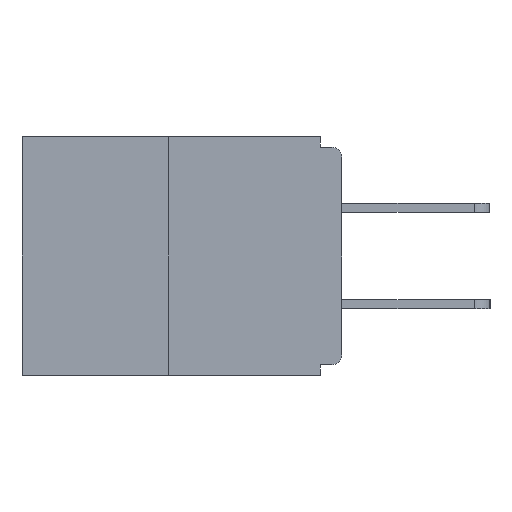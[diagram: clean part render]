
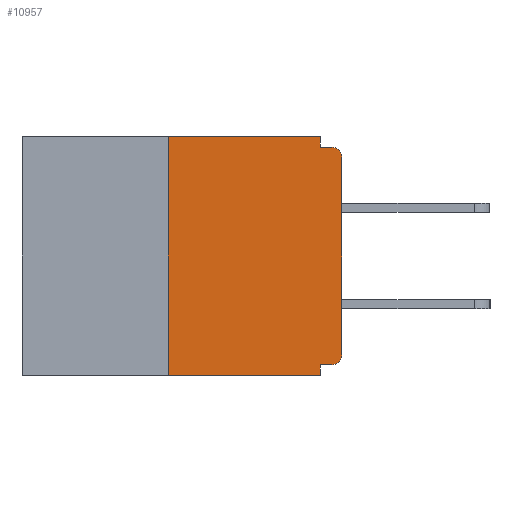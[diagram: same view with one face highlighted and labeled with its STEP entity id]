
A CAD part, left-side view. The second image highlights one B-rep face of the part: STEP entity #10957.
In plain terms, the highlighted planar face has unit normal (-1, 0, 0).
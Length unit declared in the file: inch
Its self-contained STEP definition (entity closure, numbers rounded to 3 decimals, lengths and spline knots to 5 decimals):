
#287 = VECTOR ( 'NONE', #1311, 39.37008 ) ;
#342 = DIRECTION ( 'NONE',  ( 0., 0., -1. ) ) ;
#393 = CARTESIAN_POINT ( 'NONE',  ( 0., 0.015, -0.03 ) ) ;
#405 = VERTEX_POINT ( 'NONE', #2352 ) ;
#412 = CARTESIAN_POINT ( 'NONE',  ( 0., 0.031, 0. ) ) ;
#547 = EDGE_CURVE ( 'NONE', #4759, #11625, #12802, .T. ) ;
#650 = LINE ( 'NONE', #8320, #6568 ) ;
#796 = CIRCLE ( 'NONE', #11933, 0.015 ) ;
#899 = VECTOR ( 'NONE', #3760, 39.37008 ) ;
#1039 = ORIENTED_EDGE ( 'NONE', *, *, #4797, .F. ) ;
#1226 = ORIENTED_EDGE ( 'NONE', *, *, #11335, .T. ) ;
#1262 = CARTESIAN_POINT ( 'NONE',  ( 0., 0., -0.313 ) ) ;
#1311 = DIRECTION ( 'NONE',  ( 0., 0., 1. ) ) ;
#1370 = VECTOR ( 'NONE', #10239, 39.37008 ) ;
#1569 = AXIS2_PLACEMENT_3D ( 'NONE', #5696, #9047, #8916 ) ;
#1963 = ORIENTED_EDGE ( 'NONE', *, *, #4516, .F. ) ;
#2352 = CARTESIAN_POINT ( 'NONE',  ( 0., 0.015, -0.328 ) ) ;
#2400 = EDGE_CURVE ( 'NONE', #405, #3716, #3594, .T. ) ;
#2961 = EDGE_CURVE ( 'NONE', #405, #13193, #7173, .T. ) ;
#3109 = CARTESIAN_POINT ( 'NONE',  ( 0., 0., -0.03 ) ) ;
#3159 = VERTEX_POINT ( 'NONE', #3109 ) ;
#3394 = CARTESIAN_POINT ( 'NONE',  ( 0., 0.46, 0. ) ) ;
#3466 = EDGE_CURVE ( 'NONE', #13787, #11893, #4951, .T. ) ;
#3529 = ORIENTED_EDGE ( 'NONE', *, *, #9915, .F. ) ;
#3594 = CIRCLE ( 'NONE', #1569, 0.015 ) ;
#3636 = LINE ( 'NONE', #10128, #12258 ) ;
#3716 = VERTEX_POINT ( 'NONE', #1262 ) ;
#3760 = DIRECTION ( 'NONE',  ( 0., 1., 0. ) ) ;
#3880 = CARTESIAN_POINT ( 'NONE',  ( 0., 0.46, -0.343 ) ) ;
#3985 = CARTESIAN_POINT ( 'NONE',  ( 0., 0.031, 0. ) ) ;
#4185 = ORIENTED_EDGE ( 'NONE', *, *, #4250, .F. ) ;
#4250 = EDGE_CURVE ( 'NONE', #13787, #4759, #3636, .T. ) ;
#4319 = CARTESIAN_POINT ( 'NONE',  ( 0., 0.031, -0.015 ) ) ;
#4516 = EDGE_CURVE ( 'NONE', #9766, #10630, #650, .T. ) ;
#4707 = LINE ( 'NONE', #7909, #287 ) ;
#4759 = VERTEX_POINT ( 'NONE', #11100 ) ;
#4797 = EDGE_CURVE ( 'NONE', #11625, #9766, #13524, .T. ) ;
#4951 = LINE ( 'NONE', #3880, #8856 ) ;
#5696 = CARTESIAN_POINT ( 'NONE',  ( 0., 0.015, -0.313 ) ) ;
#5734 = FACE_OUTER_BOUND ( 'NONE', #8838, .T. ) ;
#5776 = DIRECTION ( 'NONE',  ( 0., 0., 1. ) ) ;
#6210 = CARTESIAN_POINT ( 'NONE',  ( 0., 0.031, -0.328 ) ) ;
#6523 = PLANE ( 'NONE',  #9365 ) ;
#6568 = VECTOR ( 'NONE', #11610, 39.37008 ) ;
#6731 = DIRECTION ( 'NONE',  ( 1., 0., 0. ) ) ;
#7173 = LINE ( 'NONE', #13529, #899 ) ;
#7380 = CARTESIAN_POINT ( 'NONE',  ( 0., 0.46, 0. ) ) ;
#7892 = CARTESIAN_POINT ( 'NONE',  ( 0., 0.031, -0.343 ) ) ;
#7909 = CARTESIAN_POINT ( 'NONE',  ( 0., 0., 0. ) ) ;
#8220 = DIRECTION ( 'NONE',  ( 0., -1., 0. ) ) ;
#8242 = CARTESIAN_POINT ( 'NONE',  ( 0., 0.015, -0.015 ) ) ;
#8320 = CARTESIAN_POINT ( 'NONE',  ( 0., 0., -0.015 ) ) ;
#8547 = ORIENTED_EDGE ( 'NONE', *, *, #2961, .F. ) ;
#8722 = ORIENTED_EDGE ( 'NONE', *, *, #547, .F. ) ;
#8838 = EDGE_LOOP ( 'NONE', ( #8722, #4185, #10337, #3529, #8547, #11830, #1226, #12740, #1963, #1039 ) ) ;
#8856 = VECTOR ( 'NONE', #8220, 39.37008 ) ;
#8916 = DIRECTION ( 'NONE',  ( 0., 0., -1. ) ) ;
#9047 = DIRECTION ( 'NONE',  ( -1., 0., 0. ) ) ;
#9365 = AXIS2_PLACEMENT_3D ( 'NONE', #3394, #6731, #342 ) ;
#9424 = VECTOR ( 'NONE', #13170, 39.37008 ) ;
#9766 = VERTEX_POINT ( 'NONE', #4319 ) ;
#9915 = EDGE_CURVE ( 'NONE', #13193, #11893, #13445, .T. ) ;
#10128 = CARTESIAN_POINT ( 'NONE',  ( 0., 0.25, 0. ) ) ;
#10141 = DIRECTION ( 'NONE',  ( 0., 0., -1. ) ) ;
#10239 = DIRECTION ( 'NONE',  ( 0., 0., -1. ) ) ;
#10299 = EDGE_CURVE ( 'NONE', #3159, #10630, #796, .T. ) ;
#10337 = ORIENTED_EDGE ( 'NONE', *, *, #3466, .T. ) ;
#10630 = VERTEX_POINT ( 'NONE', #8242 ) ;
#10655 = DIRECTION ( 'NONE',  ( 0., -1., 0. ) ) ;
#10712 = VECTOR ( 'NONE', #10655, 39.37008 ) ;
#10957 = ADVANCED_FACE ( 'NONE', ( #5734 ), #6523, .F. ) ;
#11100 = CARTESIAN_POINT ( 'NONE',  ( 0., 0.25, 0. ) ) ;
#11239 = CARTESIAN_POINT ( 'NONE',  ( 0., 0.031, -0.343 ) ) ;
#11335 = EDGE_CURVE ( 'NONE', #3716, #3159, #4707, .T. ) ;
#11610 = DIRECTION ( 'NONE',  ( 0., -1., 0. ) ) ;
#11625 = VERTEX_POINT ( 'NONE', #3985 ) ;
#11830 = ORIENTED_EDGE ( 'NONE', *, *, #2400, .T. ) ;
#11893 = VERTEX_POINT ( 'NONE', #7892 ) ;
#11933 = AXIS2_PLACEMENT_3D ( 'NONE', #393, #12217, #10141 ) ;
#12217 = DIRECTION ( 'NONE',  ( -1., 0., 0. ) ) ;
#12258 = VECTOR ( 'NONE', #5776, 39.37008 ) ;
#12297 = CARTESIAN_POINT ( 'NONE',  ( 0., 0.25, -0.343 ) ) ;
#12740 = ORIENTED_EDGE ( 'NONE', *, *, #10299, .T. ) ;
#12802 = LINE ( 'NONE', #7380, #10712 ) ;
#13170 = DIRECTION ( 'NONE',  ( 0., 0., -1. ) ) ;
#13193 = VERTEX_POINT ( 'NONE', #6210 ) ;
#13445 = LINE ( 'NONE', #11239, #9424 ) ;
#13524 = LINE ( 'NONE', #412, #1370 ) ;
#13529 = CARTESIAN_POINT ( 'NONE',  ( 0., 0., -0.328 ) ) ;
#13787 = VERTEX_POINT ( 'NONE', #12297 ) ;
